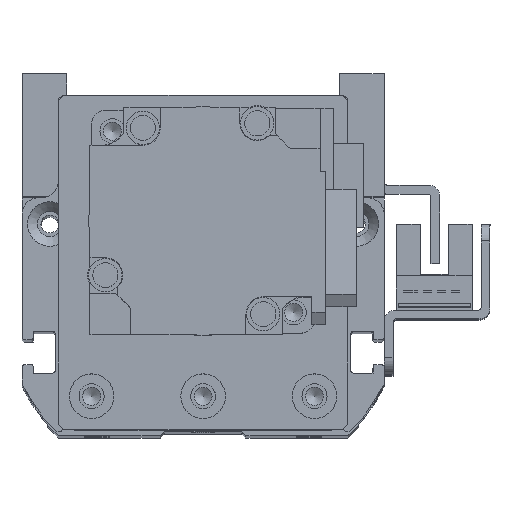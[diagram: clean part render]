
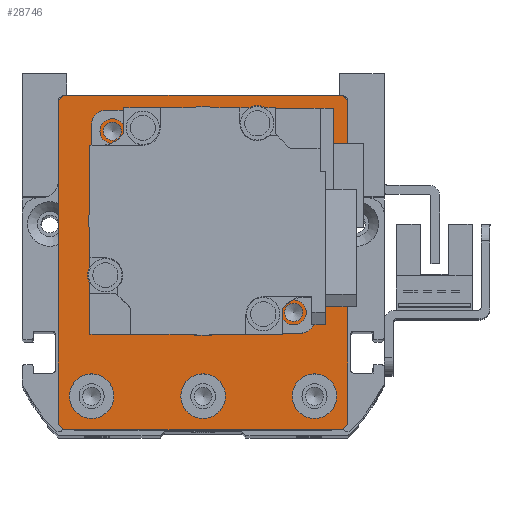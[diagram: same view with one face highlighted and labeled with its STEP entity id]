
A CAD part, top view. The second image highlights one B-rep face of the part: STEP entity #28746.
In plain terms, the highlighted planar face has unit normal (0, 0, 1).
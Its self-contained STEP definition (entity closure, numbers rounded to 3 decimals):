
#1318=FACE_BOUND('',#6197,.T.);
#1319=FACE_BOUND('',#6198,.T.);
#1320=FACE_BOUND('',#6199,.T.);
#1321=FACE_BOUND('',#6200,.T.);
#1322=FACE_BOUND('',#6201,.T.);
#1323=FACE_BOUND('',#6202,.T.);
#1324=FACE_BOUND('',#6203,.T.);
#1325=FACE_BOUND('',#6204,.T.);
#2044=PLANE('',#32262);
#4211=FACE_OUTER_BOUND('',#6196,.T.);
#6196=EDGE_LOOP('',(#26948,#26949,#26950,#26951,#26952,#26953,#26954,#26955));
#6197=EDGE_LOOP('',(#26956));
#6198=EDGE_LOOP('',(#26957));
#6199=EDGE_LOOP('',(#26958));
#6200=EDGE_LOOP('',(#26959));
#6201=EDGE_LOOP('',(#26960));
#6202=EDGE_LOOP('',(#26961));
#6203=EDGE_LOOP('',(#26962));
#6204=EDGE_LOOP('',(#26963));
#8402=LINE('',#51204,#10643);
#8408=LINE('',#51215,#10649);
#8415=LINE('',#51242,#10656);
#8418=LINE('',#51247,#10659);
#8419=LINE('',#51250,#10660);
#8422=LINE('',#51255,#10663);
#8423=LINE('',#51258,#10664);
#8445=LINE('',#51355,#10686);
#10643=VECTOR('',#40753,10.);
#10649=VECTOR('',#40761,10.);
#10656=VECTOR('',#40784,10.);
#10659=VECTOR('',#40789,10.);
#10660=VECTOR('',#40792,10.);
#10663=VECTOR('',#40797,10.);
#10664=VECTOR('',#40800,10.);
#10686=VECTOR('',#40916,10.);
#12243=CIRCLE('',#32225,4.);
#12246=CIRCLE('',#32231,4.);
#12249=CIRCLE('',#32237,4.);
#12251=CIRCLE('',#32242,1.621);
#12253=CIRCLE('',#32246,1.621);
#12255=CIRCLE('',#32250,1.621);
#12257=CIRCLE('',#32254,1.621);
#12260=CIRCLE('',#32260,15.);
#14851=VERTEX_POINT('',#51202);
#14852=VERTEX_POINT('',#51203);
#14856=VERTEX_POINT('',#51213);
#14868=VERTEX_POINT('',#51241);
#14869=VERTEX_POINT('',#51245);
#14870=VERTEX_POINT('',#51249);
#14871=VERTEX_POINT('',#51253);
#14872=VERTEX_POINT('',#51257);
#14879=VERTEX_POINT('',#51280);
#14882=VERTEX_POINT('',#51291);
#14885=VERTEX_POINT('',#51302);
#14888=VERTEX_POINT('',#51313);
#14891=VERTEX_POINT('',#51322);
#14894=VERTEX_POINT('',#51331);
#14897=VERTEX_POINT('',#51340);
#14900=VERTEX_POINT('',#51351);
#18850=EDGE_CURVE('',#14851,#14852,#8402,.T.);
#18856=EDGE_CURVE('',#14851,#14856,#8408,.T.);
#18869=EDGE_CURVE('',#14868,#14856,#8415,.T.);
#18872=EDGE_CURVE('',#14868,#14869,#8418,.T.);
#18873=EDGE_CURVE('',#14870,#14869,#8419,.T.);
#18876=EDGE_CURVE('',#14870,#14871,#8422,.T.);
#18877=EDGE_CURVE('',#14872,#14871,#8423,.T.);
#18887=EDGE_CURVE('',#14879,#14879,#12243,.T.);
#18892=EDGE_CURVE('',#14882,#14882,#12246,.T.);
#18897=EDGE_CURVE('',#14885,#14885,#12249,.T.);
#18902=EDGE_CURVE('',#14888,#14888,#12251,.T.);
#18906=EDGE_CURVE('',#14891,#14891,#12253,.T.);
#18910=EDGE_CURVE('',#14894,#14894,#12255,.T.);
#18914=EDGE_CURVE('',#14897,#14897,#12257,.T.);
#18920=EDGE_CURVE('',#14900,#14900,#12260,.T.);
#18921=EDGE_CURVE('',#14872,#14852,#8445,.T.);
#26948=ORIENTED_EDGE('',*,*,#18850,.F.);
#26949=ORIENTED_EDGE('',*,*,#18856,.T.);
#26950=ORIENTED_EDGE('',*,*,#18869,.F.);
#26951=ORIENTED_EDGE('',*,*,#18872,.T.);
#26952=ORIENTED_EDGE('',*,*,#18873,.F.);
#26953=ORIENTED_EDGE('',*,*,#18876,.T.);
#26954=ORIENTED_EDGE('',*,*,#18877,.F.);
#26955=ORIENTED_EDGE('',*,*,#18921,.T.);
#26956=ORIENTED_EDGE('',*,*,#18887,.T.);
#26957=ORIENTED_EDGE('',*,*,#18892,.T.);
#26958=ORIENTED_EDGE('',*,*,#18897,.T.);
#26959=ORIENTED_EDGE('',*,*,#18902,.T.);
#26960=ORIENTED_EDGE('',*,*,#18906,.T.);
#26961=ORIENTED_EDGE('',*,*,#18910,.T.);
#26962=ORIENTED_EDGE('',*,*,#18914,.T.);
#26963=ORIENTED_EDGE('',*,*,#18920,.T.);
#28746=ADVANCED_FACE('',(#4211,#1318,#1319,#1320,#1321,#1322,#1323,#1324,
#1325),#2044,.T.);
#32225=AXIS2_PLACEMENT_3D('',#51281,#40826,#40827);
#32231=AXIS2_PLACEMENT_3D('',#51292,#40840,#40841);
#32237=AXIS2_PLACEMENT_3D('',#51303,#40854,#40855);
#32242=AXIS2_PLACEMENT_3D('',#51314,#40867,#40868);
#32246=AXIS2_PLACEMENT_3D('',#51323,#40877,#40878);
#32250=AXIS2_PLACEMENT_3D('',#51332,#40887,#40888);
#32254=AXIS2_PLACEMENT_3D('',#51341,#40897,#40898);
#32260=AXIS2_PLACEMENT_3D('',#51353,#40912,#40913);
#32262=AXIS2_PLACEMENT_3D('',#51356,#40917,#40918);
#40753=DIRECTION('',(0.707,0.707,0.));
#40761=DIRECTION('',(0.,-1.,0.));
#40784=DIRECTION('',(-0.707,0.707,0.));
#40789=DIRECTION('',(1.,0.,0.));
#40792=DIRECTION('',(-0.707,-0.707,0.));
#40797=DIRECTION('',(0.,1.,0.));
#40800=DIRECTION('',(0.707,-0.707,0.));
#40826=DIRECTION('center_axis',(0.,0.,-1.));
#40827=DIRECTION('ref_axis',(1.,0.,0.));
#40840=DIRECTION('center_axis',(0.,0.,-1.));
#40841=DIRECTION('ref_axis',(1.,0.,0.));
#40854=DIRECTION('center_axis',(0.,0.,-1.));
#40855=DIRECTION('ref_axis',(1.,0.,0.));
#40867=DIRECTION('center_axis',(0.,0.,-1.));
#40868=DIRECTION('ref_axis',(1.,0.,0.));
#40877=DIRECTION('center_axis',(0.,0.,-1.));
#40878=DIRECTION('ref_axis',(1.,0.,0.));
#40887=DIRECTION('center_axis',(0.,0.,-1.));
#40888=DIRECTION('ref_axis',(1.,0.,0.));
#40897=DIRECTION('center_axis',(0.,0.,-1.));
#40898=DIRECTION('ref_axis',(1.,0.,0.));
#40912=DIRECTION('center_axis',(0.,0.,-1.));
#40913=DIRECTION('ref_axis',(-1.,0.,0.));
#40916=DIRECTION('',(-1.,0.,0.));
#40917=DIRECTION('center_axis',(0.,0.,1.));
#40918=DIRECTION('ref_axis',(1.,0.,0.));
#51202=CARTESIAN_POINT('',(-26.,29.,12.5));
#51203=CARTESIAN_POINT('',(-25.,30.,12.5));
#51204=CARTESIAN_POINT('',(-26.5,28.5,12.5));
#51213=CARTESIAN_POINT('',(-26.,-29.,12.5));
#51215=CARTESIAN_POINT('',(-26.,30.,12.5));
#51241=CARTESIAN_POINT('',(-25.,-30.,12.5));
#51242=CARTESIAN_POINT('',(-26.5,-28.5,12.5));
#51245=CARTESIAN_POINT('',(25.,-30.,12.5));
#51247=CARTESIAN_POINT('',(-26.,-30.,12.5));
#51249=CARTESIAN_POINT('',(26.,-29.,12.5));
#51250=CARTESIAN_POINT('',(26.5,-28.5,12.5));
#51253=CARTESIAN_POINT('',(26.,29.,12.5));
#51255=CARTESIAN_POINT('',(26.,-30.,12.5));
#51257=CARTESIAN_POINT('',(25.,30.,12.5));
#51258=CARTESIAN_POINT('',(26.5,28.5,12.5));
#51280=CARTESIAN_POINT('',(16.,-24.,12.5));
#51281=CARTESIAN_POINT('Origin',(20.,-24.,12.5));
#51291=CARTESIAN_POINT('',(-24.,-24.,12.5));
#51292=CARTESIAN_POINT('Origin',(-20.,-24.,12.5));
#51302=CARTESIAN_POINT('',(-4.,-24.,12.5));
#51303=CARTESIAN_POINT('Origin',(0.,-24.,12.5));
#51313=CARTESIAN_POINT('',(14.642,-8.963,12.5));
#51314=CARTESIAN_POINT('Origin',(16.263,-8.963,12.5));
#51322=CARTESIAN_POINT('',(-17.884,23.563,12.5));
#51323=CARTESIAN_POINT('Origin',(-16.263,23.563,12.5));
#51331=CARTESIAN_POINT('',(14.642,23.563,12.5));
#51332=CARTESIAN_POINT('Origin',(16.263,23.563,12.5));
#51340=CARTESIAN_POINT('',(-17.884,-8.963,12.5));
#51341=CARTESIAN_POINT('Origin',(-16.263,-8.963,12.5));
#51351=CARTESIAN_POINT('',(15.,7.3,12.5));
#51353=CARTESIAN_POINT('Origin',(0.,7.3,12.5));
#51355=CARTESIAN_POINT('',(26.,30.,12.5));
#51356=CARTESIAN_POINT('Origin',(0.,0.,12.5));
